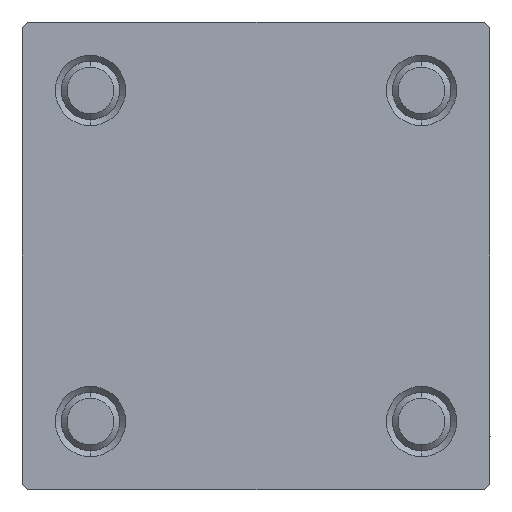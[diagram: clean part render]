
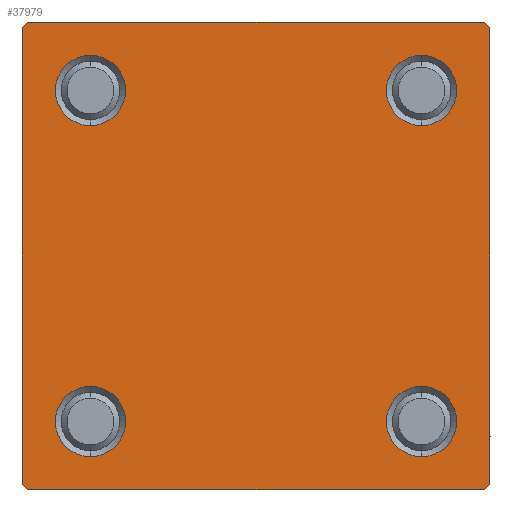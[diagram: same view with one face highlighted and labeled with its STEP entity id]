
A CAD part, left-side view. The second image highlights one B-rep face of the part: STEP entity #37979.
In plain terms, the highlighted planar face has unit normal (-1, 0, 0).
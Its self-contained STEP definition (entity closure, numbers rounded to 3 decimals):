
#565 = CARTESIAN_POINT ( 'NONE',  ( 0., 20., -20. ) ) ;
#723 = DIRECTION ( 'NONE',  ( 0., -0.707, 0.707 ) ) ;
#1105 = DIRECTION ( 'NONE',  ( 0., 0., -1. ) ) ;
#1226 = CIRCLE ( 'NONE', #29386, 3. ) ;
#1679 = DIRECTION ( 'NONE',  ( 0., 0.707, 0.707 ) ) ;
#1860 = VERTEX_POINT ( 'NONE', #18254 ) ;
#2111 = EDGE_CURVE ( 'NONE', #48095, #9576, #45703, .T. ) ;
#2609 = ORIENTED_EDGE ( 'NONE', *, *, #13018, .T. ) ;
#3149 = PLANE ( 'NONE',  #8594 ) ;
#3370 = ORIENTED_EDGE ( 'NONE', *, *, #30259, .T. ) ;
#3841 = EDGE_CURVE ( 'NONE', #41756, #48095, #43948, .T. ) ;
#4664 = CARTESIAN_POINT ( 'NONE',  ( 0., -19.5, -20. ) ) ;
#5429 = ORIENTED_EDGE ( 'NONE', *, *, #13129, .T. ) ;
#5455 = CARTESIAN_POINT ( 'NONE',  ( 0., -19.75, 19.75 ) ) ;
#5641 = CIRCLE ( 'NONE', #38717, 3. ) ;
#5669 = EDGE_LOOP ( 'NONE', ( #5429, #43853 ) ) ;
#6341 = DIRECTION ( 'NONE',  ( 0., 0., -1. ) ) ;
#6426 = ORIENTED_EDGE ( 'NONE', *, *, #18364, .T. ) ;
#6591 = LINE ( 'NONE', #33012, #39554 ) ;
#6883 = VECTOR ( 'NONE', #723, 1000. ) ;
#6951 = DIRECTION ( 'NONE',  ( 0., -0.707, -0.707 ) ) ;
#7244 = CIRCLE ( 'NONE', #11219, 3. ) ;
#7426 = EDGE_CURVE ( 'NONE', #40115, #16843, #38972, .T. ) ;
#7612 = VERTEX_POINT ( 'NONE', #30820 ) ;
#7705 = ORIENTED_EDGE ( 'NONE', *, *, #2111, .T. ) ;
#7786 = CIRCLE ( 'NONE', #37420, 3. ) ;
#7933 = DIRECTION ( 'NONE',  ( 0., 0., 1. ) ) ;
#7975 = CARTESIAN_POINT ( 'NONE',  ( 0., 20., -19.5 ) ) ;
#8264 = EDGE_CURVE ( 'NONE', #21781, #48034, #10869, .T. ) ;
#8594 = AXIS2_PLACEMENT_3D ( 'NONE', #46181, #41917, #11439 ) ;
#9113 = CARTESIAN_POINT ( 'NONE',  ( 0., -14.15, -17.15 ) ) ;
#9305 = DIRECTION ( 'NONE',  ( 0., 0., 1. ) ) ;
#9512 = DIRECTION ( 'NONE',  ( 1., 0., 0. ) ) ;
#9576 = VERTEX_POINT ( 'NONE', #7975 ) ;
#10031 = CARTESIAN_POINT ( 'NONE',  ( 0., -14.15, -11.15 ) ) ;
#10497 = VECTOR ( 'NONE', #1679, 1000. ) ;
#10869 = CIRCLE ( 'NONE', #25318, 3. ) ;
#11219 = AXIS2_PLACEMENT_3D ( 'NONE', #27396, #42752, #20557 ) ;
#11401 = DIRECTION ( 'NONE',  ( 0., 0., 1. ) ) ;
#11439 = DIRECTION ( 'NONE',  ( 0., 0., 1. ) ) ;
#11545 = CARTESIAN_POINT ( 'NONE',  ( 0., 14.15, -14.15 ) ) ;
#13018 = EDGE_CURVE ( 'NONE', #16438, #15225, #46805, .T. ) ;
#13039 = DIRECTION ( 'NONE',  ( 0., 0., 1. ) ) ;
#13129 = EDGE_CURVE ( 'NONE', #33005, #33079, #7786, .T. ) ;
#13261 = CARTESIAN_POINT ( 'NONE',  ( 0., -19.5, 20. ) ) ;
#13704 = EDGE_CURVE ( 'NONE', #33079, #33005, #1226, .T. ) ;
#13986 = CARTESIAN_POINT ( 'NONE',  ( 0., 14.15, -17.15 ) ) ;
#15003 = CARTESIAN_POINT ( 'NONE',  ( 0., 14.15, 17.15 ) ) ;
#15089 = DIRECTION ( 'NONE',  ( 0., 0., 1. ) ) ;
#15225 = VERTEX_POINT ( 'NONE', #28123 ) ;
#15354 = CIRCLE ( 'NONE', #43493, 3. ) ;
#15958 = CARTESIAN_POINT ( 'NONE',  ( 0., 20., 20. ) ) ;
#16245 = VERTEX_POINT ( 'NONE', #15003 ) ;
#16295 = VECTOR ( 'NONE', #1105, 1000. ) ;
#16397 = DIRECTION ( 'NONE',  ( 0., -1., 0. ) ) ;
#16438 = VERTEX_POINT ( 'NONE', #4664 ) ;
#16843 = VERTEX_POINT ( 'NONE', #9113 ) ;
#17026 = LINE ( 'NONE', #5455, #10497 ) ;
#17168 = ORIENTED_EDGE ( 'NONE', *, *, #49407, .T. ) ;
#17571 = CARTESIAN_POINT ( 'NONE',  ( 0., -20., 19.5 ) ) ;
#17598 = DIRECTION ( 'NONE',  ( 1., 0., 0. ) ) ;
#17707 = CARTESIAN_POINT ( 'NONE',  ( 0., -14.15, 11.15 ) ) ;
#18254 = CARTESIAN_POINT ( 'NONE',  ( 0., 19.5, -20. ) ) ;
#18364 = EDGE_CURVE ( 'NONE', #16843, #40115, #35145, .T. ) ;
#19968 = VECTOR ( 'NONE', #24457, 1000. ) ;
#20208 = ORIENTED_EDGE ( 'NONE', *, *, #3841, .T. ) ;
#20557 = DIRECTION ( 'NONE',  ( 0., 0., 1. ) ) ;
#20928 = CARTESIAN_POINT ( 'NONE',  ( 0., 20., 20. ) ) ;
#21364 = EDGE_CURVE ( 'NONE', #41756, #49469, #24710, .T. ) ;
#21748 = CARTESIAN_POINT ( 'NONE',  ( 0., 19.5, 20. ) ) ;
#21781 = VERTEX_POINT ( 'NONE', #29874 ) ;
#22270 = FACE_BOUND ( 'NONE', #39612, .T. ) ;
#22649 = DIRECTION ( 'NONE',  ( 1., 0., 0. ) ) ;
#22773 = FACE_OUTER_BOUND ( 'NONE', #22951, .T. ) ;
#22951 = EDGE_LOOP ( 'NONE', ( #7705, #26805, #41205, #2609, #28235, #3370, #41150, #20208 ) ) ;
#23438 = VECTOR ( 'NONE', #6951, 1000. ) ;
#24331 = ORIENTED_EDGE ( 'NONE', *, *, #8264, .T. ) ;
#24457 = DIRECTION ( 'NONE',  ( 0., -1., 0. ) ) ;
#24560 = CARTESIAN_POINT ( 'NONE',  ( 0., 19.75, 19.75 ) ) ;
#24710 = LINE ( 'NONE', #20928, #19968 ) ;
#25318 = AXIS2_PLACEMENT_3D ( 'NONE', #28457, #17598, #9305 ) ;
#25332 = CARTESIAN_POINT ( 'NONE',  ( 0., 19.75, -19.75 ) ) ;
#26805 = ORIENTED_EDGE ( 'NONE', *, *, #32748, .T. ) ;
#27047 = FACE_BOUND ( 'NONE', #48471, .T. ) ;
#27228 = EDGE_LOOP ( 'NONE', ( #48184, #6426 ) ) ;
#27396 = CARTESIAN_POINT ( 'NONE',  ( 0., 14.15, 14.15 ) ) ;
#28045 = CARTESIAN_POINT ( 'NONE',  ( 0., 14.15, 14.15 ) ) ;
#28123 = CARTESIAN_POINT ( 'NONE',  ( 0., -20., -19.5 ) ) ;
#28235 = ORIENTED_EDGE ( 'NONE', *, *, #34007, .F. ) ;
#28346 = DIRECTION ( 'NONE',  ( 0., 0.707, -0.707 ) ) ;
#28443 = VERTEX_POINT ( 'NONE', #17571 ) ;
#28457 = CARTESIAN_POINT ( 'NONE',  ( 0., 14.15, -14.15 ) ) ;
#29386 = AXIS2_PLACEMENT_3D ( 'NONE', #38082, #45895, #11401 ) ;
#29874 = CARTESIAN_POINT ( 'NONE',  ( 0., 14.15, -11.15 ) ) ;
#30211 = CARTESIAN_POINT ( 'NONE',  ( 0., -14.15, -14.15 ) ) ;
#30259 = EDGE_CURVE ( 'NONE', #28443, #49469, #17026, .T. ) ;
#30820 = CARTESIAN_POINT ( 'NONE',  ( 0., 14.15, 11.15 ) ) ;
#30930 = DIRECTION ( 'NONE',  ( 0., 0., 1. ) ) ;
#32628 = CARTESIAN_POINT ( 'NONE',  ( 0., 20., 19.5 ) ) ;
#32748 = EDGE_CURVE ( 'NONE', #9576, #1860, #48496, .T. ) ;
#33005 = VERTEX_POINT ( 'NONE', #39368 ) ;
#33012 = CARTESIAN_POINT ( 'NONE',  ( 0., -20., 20. ) ) ;
#33079 = VERTEX_POINT ( 'NONE', #17707 ) ;
#33174 = CARTESIAN_POINT ( 'NONE',  ( 0., -14.15, 14.15 ) ) ;
#33217 = EDGE_CURVE ( 'NONE', #1860, #16438, #42857, .T. ) ;
#34007 = EDGE_CURVE ( 'NONE', #28443, #15225, #6591, .T. ) ;
#35145 = CIRCLE ( 'NONE', #41601, 3. ) ;
#35206 = CARTESIAN_POINT ( 'NONE',  ( 0., -19.75, -19.75 ) ) ;
#36618 = CARTESIAN_POINT ( 'NONE',  ( 0., -14.15, -14.15 ) ) ;
#37420 = AXIS2_PLACEMENT_3D ( 'NONE', #33174, #9512, #13039 ) ;
#37877 = FACE_BOUND ( 'NONE', #27228, .T. ) ;
#37979 = ADVANCED_FACE ( 'NONE', ( #41661, #37877, #27047, #22270, #22773 ), #3149, .T. ) ;
#38082 = CARTESIAN_POINT ( 'NONE',  ( 0., -14.15, 14.15 ) ) ;
#38717 = AXIS2_PLACEMENT_3D ( 'NONE', #11545, #42270, #30930 ) ;
#38972 = CIRCLE ( 'NONE', #42179, 3. ) ;
#39368 = CARTESIAN_POINT ( 'NONE',  ( 0., -14.15, 17.15 ) ) ;
#39554 = VECTOR ( 'NONE', #6341, 1000. ) ;
#39612 = EDGE_LOOP ( 'NONE', ( #45564, #46931 ) ) ;
#40115 = VERTEX_POINT ( 'NONE', #10031 ) ;
#41150 = ORIENTED_EDGE ( 'NONE', *, *, #21364, .F. ) ;
#41205 = ORIENTED_EDGE ( 'NONE', *, *, #33217, .T. ) ;
#41601 = AXIS2_PLACEMENT_3D ( 'NONE', #30211, #22649, #15089 ) ;
#41661 = FACE_BOUND ( 'NONE', #5669, .T. ) ;
#41756 = VERTEX_POINT ( 'NONE', #21748 ) ;
#41917 = DIRECTION ( 'NONE',  ( -1., 0., 0. ) ) ;
#42179 = AXIS2_PLACEMENT_3D ( 'NONE', #36618, #44439, #47722 ) ;
#42270 = DIRECTION ( 'NONE',  ( 1., 0., 0. ) ) ;
#42752 = DIRECTION ( 'NONE',  ( 1., 0., 0. ) ) ;
#42857 = LINE ( 'NONE', #565, #47553 ) ;
#43493 = AXIS2_PLACEMENT_3D ( 'NONE', #28045, #46198, #7933 ) ;
#43853 = ORIENTED_EDGE ( 'NONE', *, *, #13704, .T. ) ;
#43948 = LINE ( 'NONE', #24560, #44528 ) ;
#44439 = DIRECTION ( 'NONE',  ( 1., 0., 0. ) ) ;
#44528 = VECTOR ( 'NONE', #28346, 1000. ) ;
#44529 = EDGE_CURVE ( 'NONE', #7612, #16245, #7244, .T. ) ;
#45564 = ORIENTED_EDGE ( 'NONE', *, *, #48283, .T. ) ;
#45703 = LINE ( 'NONE', #15958, #16295 ) ;
#45895 = DIRECTION ( 'NONE',  ( 1., 0., 0. ) ) ;
#46181 = CARTESIAN_POINT ( 'NONE',  ( 0., 0., 0. ) ) ;
#46198 = DIRECTION ( 'NONE',  ( 1., 0., 0. ) ) ;
#46805 = LINE ( 'NONE', #35206, #6883 ) ;
#46931 = ORIENTED_EDGE ( 'NONE', *, *, #44529, .T. ) ;
#47553 = VECTOR ( 'NONE', #16397, 1000. ) ;
#47722 = DIRECTION ( 'NONE',  ( 0., 0., 1. ) ) ;
#48034 = VERTEX_POINT ( 'NONE', #13986 ) ;
#48095 = VERTEX_POINT ( 'NONE', #32628 ) ;
#48184 = ORIENTED_EDGE ( 'NONE', *, *, #7426, .T. ) ;
#48283 = EDGE_CURVE ( 'NONE', #16245, #7612, #15354, .T. ) ;
#48471 = EDGE_LOOP ( 'NONE', ( #24331, #17168 ) ) ;
#48496 = LINE ( 'NONE', #25332, #23438 ) ;
#49407 = EDGE_CURVE ( 'NONE', #48034, #21781, #5641, .T. ) ;
#49469 = VERTEX_POINT ( 'NONE', #13261 ) ;
